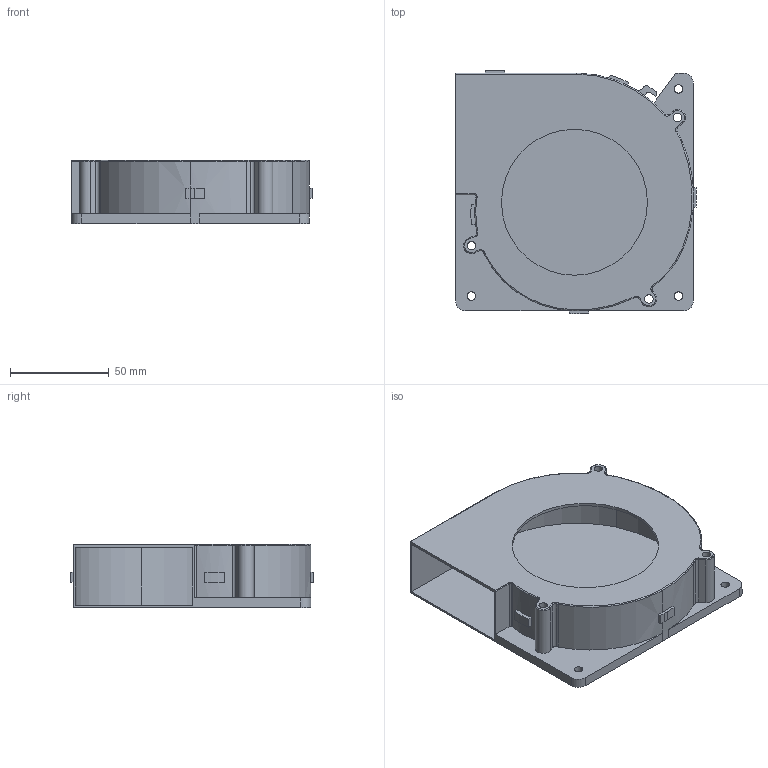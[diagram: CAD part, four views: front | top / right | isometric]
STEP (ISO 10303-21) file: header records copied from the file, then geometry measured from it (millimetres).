
FILE_DESCRIPTION (( 'STEP AP203' ), '1' );
FILE_NAME ('ODB1232 m1 Frame.stp', '2021-11-08T21:25:40', ( '' ), ( '' ), 'SwSTEP 2.0', 'SolidWorks 2018', '' );
FILE_SCHEMA (( 'CONFIG_CONTROL_DESIGN' ));
Length unit declared in the file: millimetre
Products named in the file (1): ODB1232 m1 Frame
Bounding box: 122.04 x 123.54 x 32 mm (x, y, z)
Volume: 50463.6 mm3; surface area: 67964.9 mm2
Topology: 1 solids, 1 shells, 141 faces, 377 edges, 242 vertices
Faces by surface type: cylinder 70, plane 51, torus 20
Entity records: 4613 total; most frequent: CARTESIAN_POINT 871, DIRECTION 815, ORIENTED_EDGE 754, EDGE_CURVE 377, AXIS2_PLACEMENT_3D 319, VERTEX_POINT 242, LINE 177, VECTOR 177
